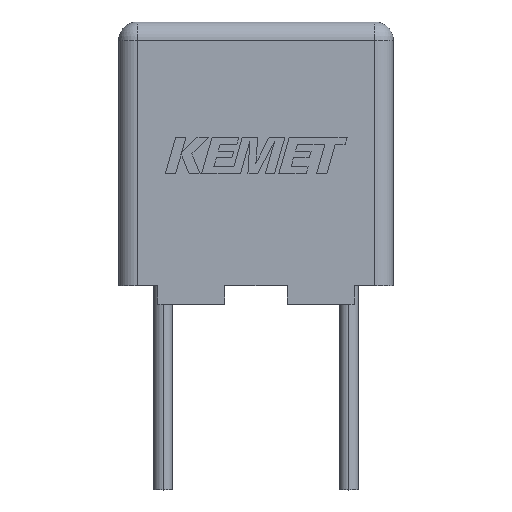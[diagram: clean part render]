
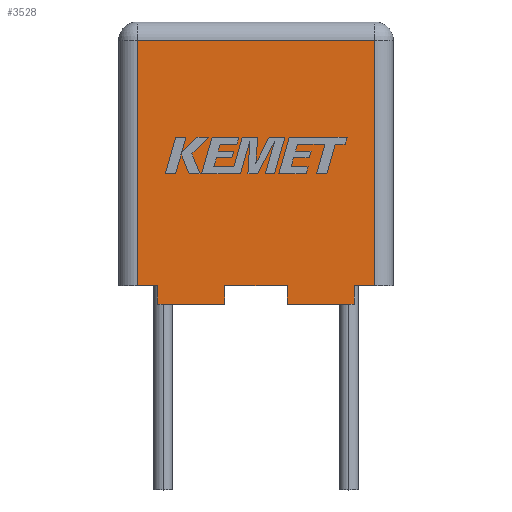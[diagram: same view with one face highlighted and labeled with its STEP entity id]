
A CAD part, top view. The second image highlights one B-rep face of the part: STEP entity #3528.
In plain terms, the highlighted planar face has unit normal (0, 0, 1).
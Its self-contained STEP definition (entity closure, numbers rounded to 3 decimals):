
#54 = PLANE ( 'NONE',  #2868 ) ;
#71 = VECTOR ( 'NONE', #1719, 1000. ) ;
#160 = LINE ( 'NONE', #503, #71 ) ;
#171 = DIRECTION ( 'NONE',  ( -1., 0., 0. ) ) ;
#196 = EDGE_CURVE ( 'NONE', #3653, #1600, #2458, .T. ) ;
#200 = VERTEX_POINT ( 'NONE', #3755 ) ;
#216 = ORIENTED_EDGE ( 'NONE', *, *, #1154, .T. ) ;
#294 = EDGE_CURVE ( 'NONE', #2415, #3710, #160, .T. ) ;
#340 = DIRECTION ( 'NONE',  ( -1., 0., 0. ) ) ;
#380 = ORIENTED_EDGE ( 'NONE', *, *, #3099, .F. ) ;
#399 = LINE ( 'NONE', #3093, #3449 ) ;
#479 = CARTESIAN_POINT ( 'NONE',  ( -2.64, -4.05, 3.6 ) ) ;
#486 = CARTESIAN_POINT ( 'NONE',  ( -3.2, 0., 3.6 ) ) ;
#503 = CARTESIAN_POINT ( 'NONE',  ( 2.64, -4.05, 3.6 ) ) ;
#560 = ORIENTED_EDGE ( 'NONE', *, *, #1861, .F. ) ;
#582 = DIRECTION ( 'NONE',  ( 1., 0., 0. ) ) ;
#598 = CARTESIAN_POINT ( 'NONE',  ( -0.84, -3.55, 3.6 ) ) ;
#653 = CARTESIAN_POINT ( 'NONE',  ( -0.84, -4.05, 3.6 ) ) ;
#656 = VECTOR ( 'NONE', #2928, 1000. ) ;
#696 = LINE ( 'NONE', #2323, #656 ) ;
#697 = VECTOR ( 'NONE', #3046, 1000. ) ;
#700 = VECTOR ( 'NONE', #2838, 1000. ) ;
#844 = ORIENTED_EDGE ( 'NONE', *, *, #2205, .F. ) ;
#869 = VERTEX_POINT ( 'NONE', #3583 ) ;
#884 = EDGE_LOOP ( 'NONE', ( #2446, #844, #1317, #2341, #216, #380, #560, #3554, #1028, #1950, #3522, #2196 ) ) ;
#922 = DIRECTION ( 'NONE',  ( 0., 0., -1. ) ) ;
#952 = CARTESIAN_POINT ( 'NONE',  ( -0.84, -4.05, 3.6 ) ) ;
#992 = VERTEX_POINT ( 'NONE', #3324 ) ;
#998 = LINE ( 'NONE', #486, #1396 ) ;
#1028 = ORIENTED_EDGE ( 'NONE', *, *, #1368, .T. ) ;
#1078 = DIRECTION ( 'NONE',  ( 0., -1., 0. ) ) ;
#1117 = CARTESIAN_POINT ( 'NONE',  ( -3.7, -3.55, 3.6 ) ) ;
#1154 = EDGE_CURVE ( 'NONE', #1860, #3432, #3128, .T. ) ;
#1260 = CARTESIAN_POINT ( 'NONE',  ( -2.64, -4.05, 3.6 ) ) ;
#1317 = ORIENTED_EDGE ( 'NONE', *, *, #196, .F. ) ;
#1349 = CARTESIAN_POINT ( 'NONE',  ( -3.7, -3.55, 3.6 ) ) ;
#1355 = DIRECTION ( 'NONE',  ( 0., 1., 0. ) ) ;
#1368 = EDGE_CURVE ( 'NONE', #3710, #3380, #1380, .T. ) ;
#1380 = LINE ( 'NONE', #1349, #3803 ) ;
#1396 = VECTOR ( 'NONE', #1078, 1000. ) ;
#1415 = LINE ( 'NONE', #3239, #3788 ) ;
#1422 = EDGE_CURVE ( 'NONE', #200, #2986, #2342, .T. ) ;
#1532 = CARTESIAN_POINT ( 'NONE',  ( 0.84, -4.05, 3.6 ) ) ;
#1569 = DIRECTION ( 'NONE',  ( 0., 1., 0. ) ) ;
#1600 = VERTEX_POINT ( 'NONE', #1260 ) ;
#1694 = VECTOR ( 'NONE', #2688, 1000. ) ;
#1719 = DIRECTION ( 'NONE',  ( 0., 1., 0. ) ) ;
#1738 = DIRECTION ( 'NONE',  ( -1., 0., 0. ) ) ;
#1779 = CARTESIAN_POINT ( 'NONE',  ( 0.84, -3.55, 3.6 ) ) ;
#1860 = VERTEX_POINT ( 'NONE', #598 ) ;
#1861 = EDGE_CURVE ( 'NONE', #2415, #992, #1415, .T. ) ;
#1867 = VERTEX_POINT ( 'NONE', #3790 ) ;
#1880 = EDGE_CURVE ( 'NONE', #1867, #869, #3368, .T. ) ;
#1950 = ORIENTED_EDGE ( 'NONE', *, *, #3359, .T. ) ;
#2000 = LINE ( 'NONE', #1532, #2043 ) ;
#2015 = EDGE_CURVE ( 'NONE', #3653, #1860, #2464, .T. ) ;
#2043 = VECTOR ( 'NONE', #1569, 1000. ) ;
#2054 = CARTESIAN_POINT ( 'NONE',  ( 0., 0., 3.6 ) ) ;
#2058 = CARTESIAN_POINT ( 'NONE',  ( -3.2, 3.05, 3.6 ) ) ;
#2157 = FACE_OUTER_BOUND ( 'NONE', #884, .T. ) ;
#2196 = ORIENTED_EDGE ( 'NONE', *, *, #2823, .T. ) ;
#2205 = EDGE_CURVE ( 'NONE', #1600, #869, #399, .T. ) ;
#2323 = CARTESIAN_POINT ( 'NONE',  ( 3.2, 0., 3.6 ) ) ;
#2341 = ORIENTED_EDGE ( 'NONE', *, *, #2015, .T. ) ;
#2342 = LINE ( 'NONE', #3425, #700 ) ;
#2415 = VERTEX_POINT ( 'NONE', #2884 ) ;
#2446 = ORIENTED_EDGE ( 'NONE', *, *, #1880, .T. ) ;
#2458 = LINE ( 'NONE', #479, #2650 ) ;
#2464 = LINE ( 'NONE', #653, #1694 ) ;
#2625 = CARTESIAN_POINT ( 'NONE',  ( 3.2, -3.55, 3.6 ) ) ;
#2650 = VECTOR ( 'NONE', #171, 1000. ) ;
#2688 = DIRECTION ( 'NONE',  ( 0., 1., 0. ) ) ;
#2739 = CARTESIAN_POINT ( 'NONE',  ( -3.7, -3.55, 3.6 ) ) ;
#2791 = VECTOR ( 'NONE', #582, 1000. ) ;
#2823 = EDGE_CURVE ( 'NONE', #2986, #1867, #998, .T. ) ;
#2838 = DIRECTION ( 'NONE',  ( -1., 0., 0. ) ) ;
#2868 = AXIS2_PLACEMENT_3D ( 'NONE', #2054, #922, #340 ) ;
#2884 = CARTESIAN_POINT ( 'NONE',  ( 2.64, -4.05, 3.6 ) ) ;
#2928 = DIRECTION ( 'NONE',  ( 0., 1., 0. ) ) ;
#2986 = VERTEX_POINT ( 'NONE', #2058 ) ;
#3046 = DIRECTION ( 'NONE',  ( 1., 0., 0. ) ) ;
#3093 = CARTESIAN_POINT ( 'NONE',  ( -2.64, -4.05, 3.6 ) ) ;
#3099 = EDGE_CURVE ( 'NONE', #992, #3432, #2000, .T. ) ;
#3128 = LINE ( 'NONE', #2739, #697 ) ;
#3239 = CARTESIAN_POINT ( 'NONE',  ( 0.84, -4.05, 3.6 ) ) ;
#3324 = CARTESIAN_POINT ( 'NONE',  ( 0.84, -4.05, 3.6 ) ) ;
#3359 = EDGE_CURVE ( 'NONE', #3380, #200, #696, .T. ) ;
#3368 = LINE ( 'NONE', #1117, #2791 ) ;
#3380 = VERTEX_POINT ( 'NONE', #2625 ) ;
#3425 = CARTESIAN_POINT ( 'NONE',  ( 0., 3.05, 3.6 ) ) ;
#3432 = VERTEX_POINT ( 'NONE', #1779 ) ;
#3449 = VECTOR ( 'NONE', #1355, 1000. ) ;
#3522 = ORIENTED_EDGE ( 'NONE', *, *, #1422, .T. ) ;
#3528 = ADVANCED_FACE ( 'NONE', ( #2157 ), #54, .F. ) ;
#3554 = ORIENTED_EDGE ( 'NONE', *, *, #294, .T. ) ;
#3583 = CARTESIAN_POINT ( 'NONE',  ( -2.64, -3.55, 3.6 ) ) ;
#3635 = CARTESIAN_POINT ( 'NONE',  ( 2.64, -3.55, 3.6 ) ) ;
#3653 = VERTEX_POINT ( 'NONE', #952 ) ;
#3710 = VERTEX_POINT ( 'NONE', #3635 ) ;
#3714 = DIRECTION ( 'NONE',  ( 1., 0., 0. ) ) ;
#3755 = CARTESIAN_POINT ( 'NONE',  ( 3.2, 3.05, 3.6 ) ) ;
#3788 = VECTOR ( 'NONE', #1738, 1000. ) ;
#3790 = CARTESIAN_POINT ( 'NONE',  ( -3.2, -3.55, 3.6 ) ) ;
#3803 = VECTOR ( 'NONE', #3714, 1000. ) ;
